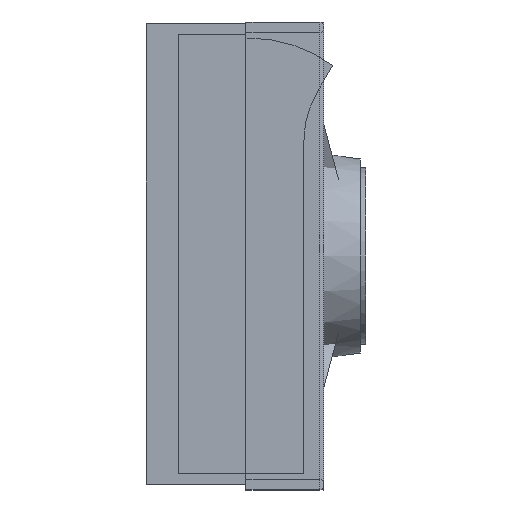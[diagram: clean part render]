
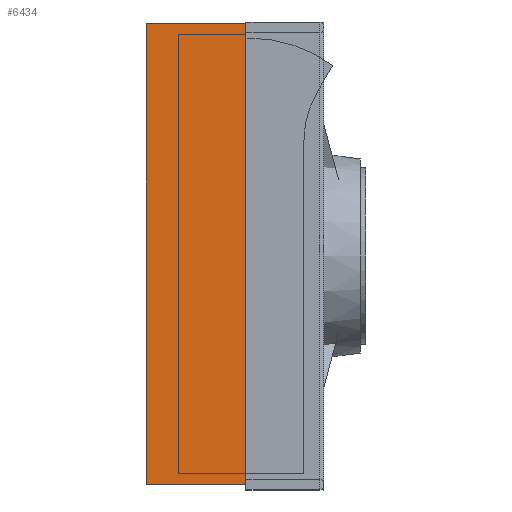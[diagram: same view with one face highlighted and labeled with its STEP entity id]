
A CAD part, left-side view. The second image highlights one B-rep face of the part: STEP entity #6434.
In plain terms, the highlighted planar face has unit normal (-1, 0, 0).
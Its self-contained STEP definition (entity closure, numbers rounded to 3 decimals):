
#486=PLANE('',#7045);
#857=FACE_OUTER_BOUND('',#1242,.T.);
#1242=EDGE_LOOP('',(#5966,#5967,#5968,#5969));
#1932=LINE('',#10706,#2631);
#1935=LINE('',#10713,#2634);
#1941=LINE('',#10723,#2640);
#1942=LINE('',#10725,#2641);
#2631=VECTOR('',#8845,10.);
#2634=VECTOR('',#8850,10.);
#2640=VECTOR('',#8860,10.);
#2641=VECTOR('',#8863,10.);
#3299=VERTEX_POINT('',#10702);
#3301=VERTEX_POINT('',#10705);
#3303=VERTEX_POINT('',#10711);
#3304=VERTEX_POINT('',#10712);
#4185=EDGE_CURVE('',#3299,#3301,#1932,.F.);
#4188=EDGE_CURVE('',#3303,#3304,#1935,.T.);
#4194=EDGE_CURVE('',#3301,#3303,#1941,.F.);
#4195=EDGE_CURVE('',#3299,#3304,#1942,.T.);
#5966=ORIENTED_EDGE('',*,*,#4188,.F.);
#5967=ORIENTED_EDGE('',*,*,#4194,.F.);
#5968=ORIENTED_EDGE('',*,*,#4185,.F.);
#5969=ORIENTED_EDGE('',*,*,#4195,.T.);
#6434=ADVANCED_FACE('',(#857),#486,.T.);
#7045=AXIS2_PLACEMENT_3D('',#10724,#8861,#8862);
#8845=DIRECTION('',(0.,0.,-1.));
#8850=DIRECTION('',(0.,0.,-1.));
#8860=DIRECTION('',(0.,1.,0.));
#8861=DIRECTION('center_axis',(-1.,0.,0.));
#8862=DIRECTION('ref_axis',(0.,0.,
-1.));
#8863=DIRECTION('',(0.,-1.,0.));
#10702=CARTESIAN_POINT('',(-25.,-12.7,0.));
#10705=CARTESIAN_POINT('',(-25.,-12.7,43.));
#10706=CARTESIAN_POINT('',(-25.,-12.7,21.5));
#10711=CARTESIAN_POINT('',(-25.,-22.,43.));
#10712=CARTESIAN_POINT('',(-25.,-22.,0.));
#10713=CARTESIAN_POINT('',(-25.,-22.,21.5));
#10723=CARTESIAN_POINT('',(-25.,-14.7,43.));
#10724=CARTESIAN_POINT('Origin',(-25.,-14.7,43.));
#10725=CARTESIAN_POINT('',(-25.,-14.7,0.));
